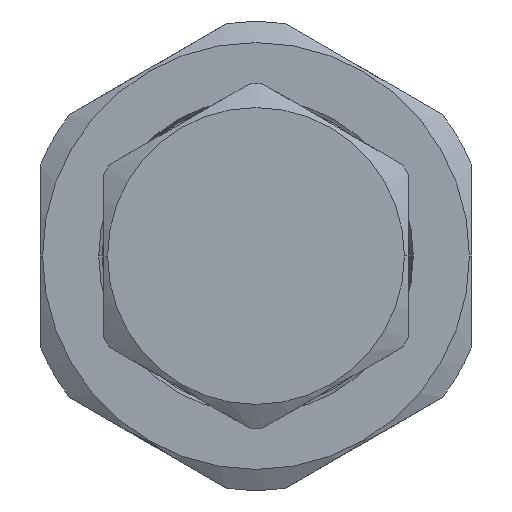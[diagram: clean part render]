
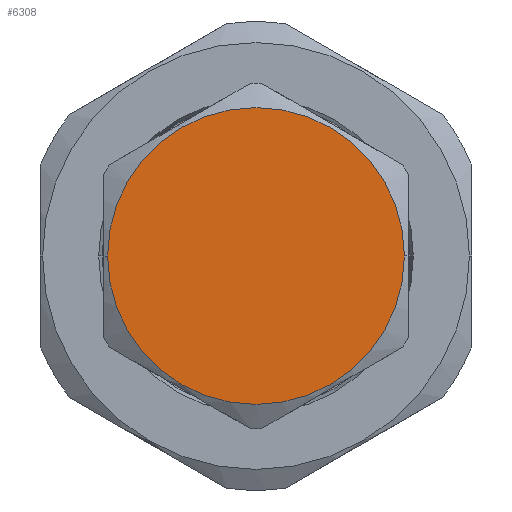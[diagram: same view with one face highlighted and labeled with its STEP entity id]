
A CAD part, left-side view. The second image highlights one B-rep face of the part: STEP entity #6308.
In plain terms, the highlighted planar face has unit normal (-1, 0, 0).
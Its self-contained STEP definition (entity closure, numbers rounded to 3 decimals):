
#48 = CARTESIAN_POINT ( 'NONE',  ( 2.801, 0., 0. ) ) ;
#113 = VERTEX_POINT ( 'NONE', #4992 ) ;
#891 = PLANE ( 'NONE',  #5388 ) ;
#1340 = DIRECTION ( 'NONE',  ( -1., 0., 0. ) ) ;
#2425 = EDGE_LOOP ( 'NONE', ( #4569, #6637 ) ) ;
#2976 = CIRCLE ( 'NONE', #6659, 9.285 ) ;
#3163 = DIRECTION ( 'NONE',  ( 0., -1., 0. ) ) ;
#3425 = EDGE_CURVE ( 'NONE', #5357, #113, #5158, .T. ) ;
#3492 = DIRECTION ( 'NONE',  ( 1., 0., 0. ) ) ;
#3502 = DIRECTION ( 'NONE',  ( 0., -1., 0. ) ) ;
#3518 = FACE_OUTER_BOUND ( 'NONE', #2425, .T. ) ;
#3838 = EDGE_CURVE ( 'NONE', #113, #5357, #2976, .T. ) ;
#4372 = CARTESIAN_POINT ( 'NONE',  ( 2.801, 9.285, 0. ) ) ;
#4399 = AXIS2_PLACEMENT_3D ( 'NONE', #48, #5146, #3163 ) ;
#4452 = CARTESIAN_POINT ( 'NONE',  ( 2.801, 0., 0. ) ) ;
#4569 = ORIENTED_EDGE ( 'NONE', *, *, #3425, .T. ) ;
#4992 = CARTESIAN_POINT ( 'NONE',  ( 2.801, -9.285, 0. ) ) ;
#5146 = DIRECTION ( 'NONE',  ( -1., 0., 0. ) ) ;
#5158 = CIRCLE ( 'NONE', #4399, 9.285 ) ;
#5357 = VERTEX_POINT ( 'NONE', #4372 ) ;
#5388 = AXIS2_PLACEMENT_3D ( 'NONE', #6049, #3492, #5550 ) ;
#5550 = DIRECTION ( 'NONE',  ( 0., 1., 0. ) ) ;
#6049 = CARTESIAN_POINT ( 'NONE',  ( 2.801, 0., 0. ) ) ;
#6308 = ADVANCED_FACE ( 'NONE', ( #3518 ), #891, .F. ) ;
#6637 = ORIENTED_EDGE ( 'NONE', *, *, #3838, .T. ) ;
#6659 = AXIS2_PLACEMENT_3D ( 'NONE', #4452, #1340, #3502 ) ;
